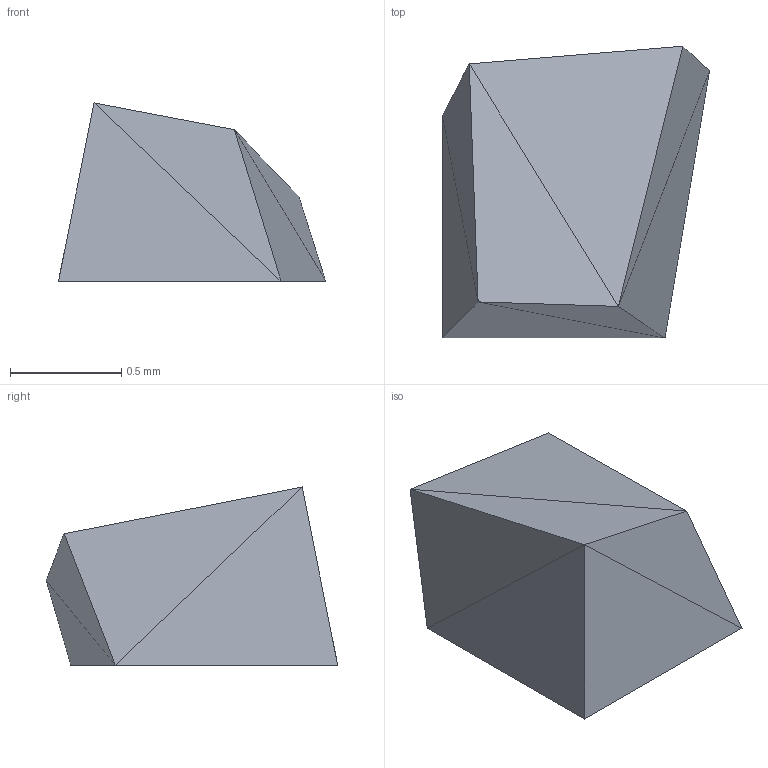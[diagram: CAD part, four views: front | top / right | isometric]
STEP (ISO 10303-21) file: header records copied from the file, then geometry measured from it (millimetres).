
FILE_DESCRIPTION(('FreeCAD Model'),'2;1');
FILE_NAME('Open CASCADE Shape Model','2023-11-09T11:04:18',('Author'),( ''),'Open CASCADE STEP processor 7.5','FreeCAD','Unknown');
FILE_SCHEMA(('AUTOMOTIVE_DESIGN { 1 0 10303 214 1 1 1 1 }'));
Length unit declared in the file: millimetre
Products named in the file (1): Solid
Bounding box: 1.2 x 1.31 x 0.8 mm (x, y, z)
Volume: 0.6 mm3; surface area: 4.7 mm2
Topology: 1 solids, 1 shells, 12 faces, 18 edges, 8 vertices
Faces by surface type: bspline 12
Entity records: 610 total; most frequent: CARTESIAN_POINT 291, ORIENTED_EDGE 36, PCURVE 36, DEFINITIONAL_REPRESENTATION 36, B_SPLINE_CURVE_WITH_KNOTS 36, DIRECTION 20, EDGE_CURVE 18, SURFACE_CURVE 18
